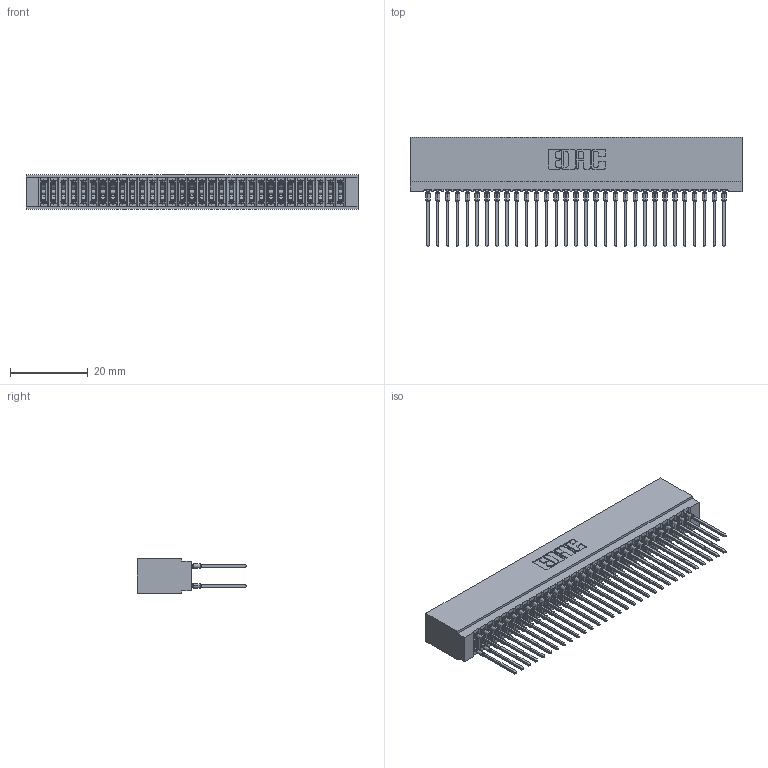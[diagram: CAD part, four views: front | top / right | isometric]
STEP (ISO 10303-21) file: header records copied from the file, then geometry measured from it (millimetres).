
FILE_DESCRIPTION (( 'STEP AP203' ), '1' );
FILE_NAME ('725-062-540-201.STEP', '2026-02-24T18:17:20', ( '' ), ( '' ), 'SwSTEP 2.0', 'SolidWorks 2023', '' );
FILE_SCHEMA (( 'CONFIG_CONTROL_DESIGN' ));
Length unit declared in the file: millimetre
Products named in the file (3): 725 Part_Insulator Option - 01; 745-292-001_540; 725-062-540-201
Assembly tree (63 placements, depth 2):
  725-062-540-201
    725 Part_Insulator Option - 01
    745-292-001_540  x62
Bounding box: 85.34 x 28.21 x 8.89 mm (x, y, z)
Volume: 7006.4 mm3; surface area: 15283.7 mm2
Topology: 63 solids, 63 shells, 5644 faces, 15165 edges, 9530 vertices
Faces by surface type: plane 2907, bspline 1240, cylinder 1125, torus 372
Entity records: 53655 total; most frequent: CARTESIAN_POINT 9811, ORIENTED_EDGE 9224, DIRECTION 8070, EDGE_CURVE 4612, LINE 4244, VECTOR 4244, VERTEX_POINT 2942, AXIS2_PLACEMENT_3D 1913
